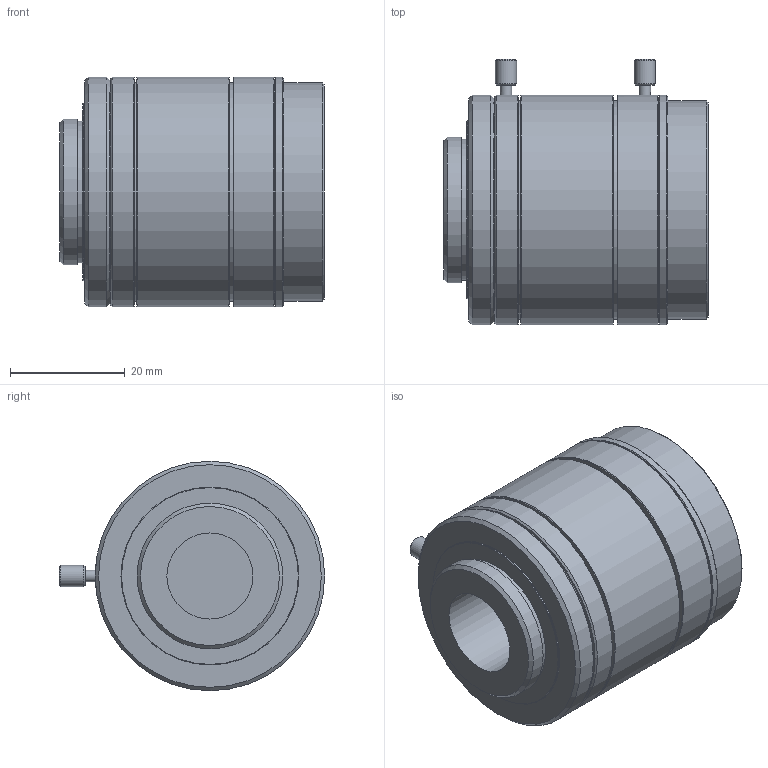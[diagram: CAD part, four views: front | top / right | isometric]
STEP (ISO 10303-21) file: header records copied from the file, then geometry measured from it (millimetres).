
FILE_DESCRIPTION (( 'STEP AP214' ), '1' );
FILE_NAME ('VHF16M-MP.STEP', '2016-11-30T14:57:49', ( 'K66' ), ( 'K66ShouTai' ), 'SwSTEP 2.0', 'SolidWorks 2015', '' );
FILE_SCHEMA (( 'AUTOMOTIVE_DESIGN' ));
Length unit declared in the file: millimetre
Products named in the file (1): VHF16M-MP
Bounding box: 46 x 46.25 x 40 mm (x, y, z)
Volume: 46532 mm3; surface area: 10507.9 mm2
Topology: 1 solids, 1 shells, 56 faces, 91 edges, 55 vertices
Faces by surface type: cylinder 19, plane 19, cone 17, sphere 1
Full cylindrical faces by diameter (mm): 2 x2, 3.7 x2, 15 x1, 24.6 x1, 25.4 x1, 31 x1, 36 x1, 38 x3, 38.1 x1, 38.2 x1, 40 x5
Entity records: 1215 total; most frequent: CARTESIAN_POINT 229, DIRECTION 220, ORIENTED_EDGE 110, AXIS2_PLACEMENT_3D 110, EDGE_LOOP 110, FACE_OUTER_BOUND 75, ADVANCED_FACE 56, VERTEX_POINT 55
